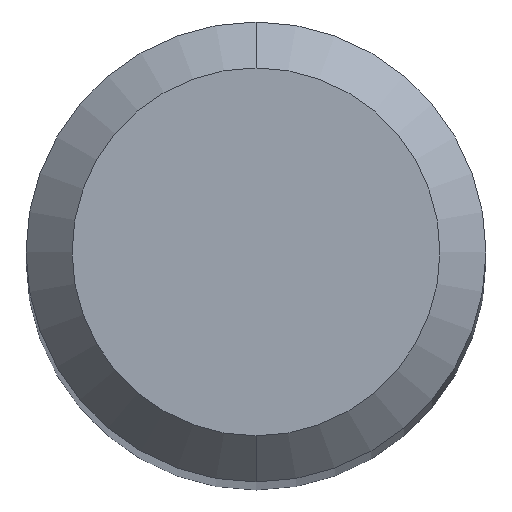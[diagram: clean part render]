
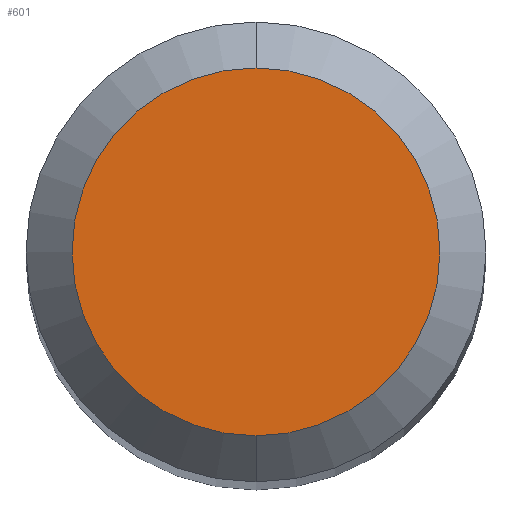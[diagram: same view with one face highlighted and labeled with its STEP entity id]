
A CAD part, top view. The second image highlights one B-rep face of the part: STEP entity #601.
In plain terms, the highlighted planar face has unit normal (0, 0, 1).
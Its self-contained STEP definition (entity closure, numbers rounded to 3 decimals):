
#381=EDGE_CURVE('',#925,#557,#1019,.T.);
#545=EDGE_CURVE('',#557,#925,#1196,.T.);
#557=VERTEX_POINT('',#1208);
#601=ADVANCED_FACE('',(#1257),#1258,.T.);
#925=VERTEX_POINT('',#1615);
#1019=CIRCLE('',#2014,1.2);
#1196=CIRCLE('',#2568,1.2);
#1208=CARTESIAN_POINT('',(0.0,1.2,0.0));
#1257=FACE_OUTER_BOUND('',#2801,.T.);
#1258=PLANE('',#2802);
#1615=CARTESIAN_POINT('',(0.,-1.2,0.0));
#2014=AXIS2_PLACEMENT_3D('',#4967,#4968,#4969);
#2568=AXIS2_PLACEMENT_3D('',#5132,#5133,#5134);
#2801=EDGE_LOOP('',(#5198,#5199));
#2802=AXIS2_PLACEMENT_3D('',#5200,#5201,#5202);
#4967=CARTESIAN_POINT('',(0.0,0.0,0.0));
#4968=DIRECTION('',(0.0,0.0,-1.0));
#4969=DIRECTION('',(0.0,1.0,0.0));
#5132=CARTESIAN_POINT('',(0.0,0.0,0.0));
#5133=DIRECTION('',(0.0,0.0,-1.0));
#5134=DIRECTION('',(0.0,1.0,0.0));
#5198=ORIENTED_EDGE('',*,*,#545,.F.);
#5199=ORIENTED_EDGE('',*,*,#381,.F.);
#5200=CARTESIAN_POINT('',(0.0,0.6,0.0));
#5201=DIRECTION('',(-0.0,0.0,1.0));
#5202=DIRECTION('',(0.0,-1.0,0.0));
